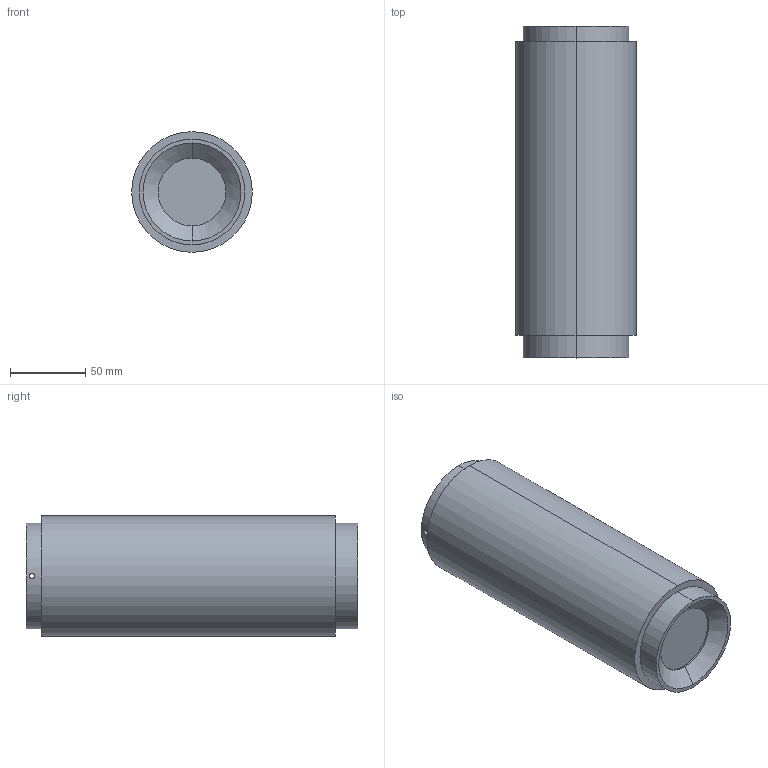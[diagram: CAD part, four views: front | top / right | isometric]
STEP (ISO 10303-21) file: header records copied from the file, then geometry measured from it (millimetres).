
FILE_DESCRIPTION (( 'STEP AP214' ), '1' );
FILE_NAME ('LBL241.STEP', '2021-11-15T06:14:17', ( 'GH' ), ( 'Microsoft' ), 'SwSTEP 2.0', 'SolidWorks 2013', '' );
FILE_SCHEMA (( 'AUTOMOTIVE_DESIGN' ));
Length unit declared in the file: millimetre
Products named in the file (5): 小明装后圈; 50x2產薛え; LPL-229ヶ遺; 隴蚾躂芛A; LBL241
Assembly tree (4 placements, depth 2):
  LBL241
    隴蚾躂芛A
    LPL-229ヶ遺
    50x2產薛え
    小明装后圈
Bounding box: 80 x 220 x 80 mm (x, y, z)
Volume: 622466.9 mm3; surface area: 110300.3 mm2
Topology: 4 solids, 4 shells, 55 faces, 112 edges, 72 vertices
Faces by surface type: cylinder 32, plane 15, cone 8
Entity records: 1876 total; most frequent: CARTESIAN_POINT 454, DIRECTION 292, ORIENTED_EDGE 224, AXIS2_PLACEMENT_3D 126, EDGE_CURVE 112, VERTEX_POINT 72, EDGE_LOOP 72, CIRCLE 64
